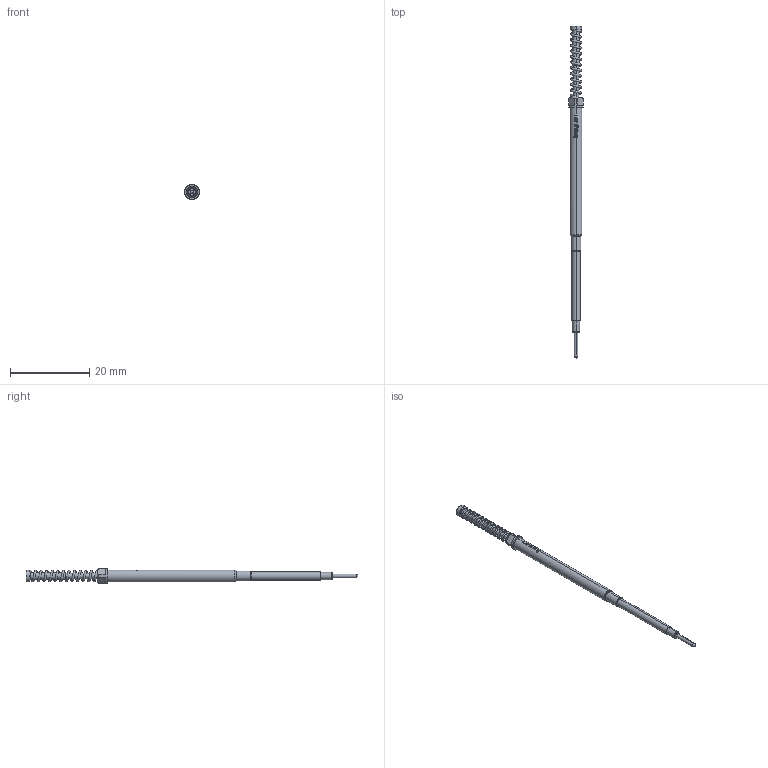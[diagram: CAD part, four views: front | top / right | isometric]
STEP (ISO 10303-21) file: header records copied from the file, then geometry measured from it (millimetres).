
FILE_DESCRIPTION (( 'STEP AP203' ), '1' );
FILE_NAME ('INGUN_SKS-435_102_290_A_xxx_M.STEP', '2022-05-19T07:37:35', ( 'ochi' ), ( '' ), 'SwSTEP 2.0', 'SolidWorks 2018', '' );
FILE_SCHEMA (( 'CONFIG_CONTROL_DESIGN' ));
Length unit declared in the file: millimetre
Products named in the file (1): INGUN_SKS-435_102_290_A_xxx_M
Bounding box: 3.75 x 83.9 x 3.75 mm (x, y, z)
Volume: 403.4 mm3; surface area: 771.7 mm2
Topology: 1 solids, 1 shells, 130 faces, 353 edges, 230 vertices
Faces by surface type: plane 56, cylinder 37, bspline 24, cone 6, torus 6, sphere 1
Entity records: 10462 total; most frequent: CARTESIAN_POINT 7262, ORIENTED_EDGE 700, DIRECTION 601, EDGE_CURVE 350, AXIS2_PLACEMENT_3D 243, VERTEX_POINT 228, EDGE_LOOP 138, CIRCLE 136
